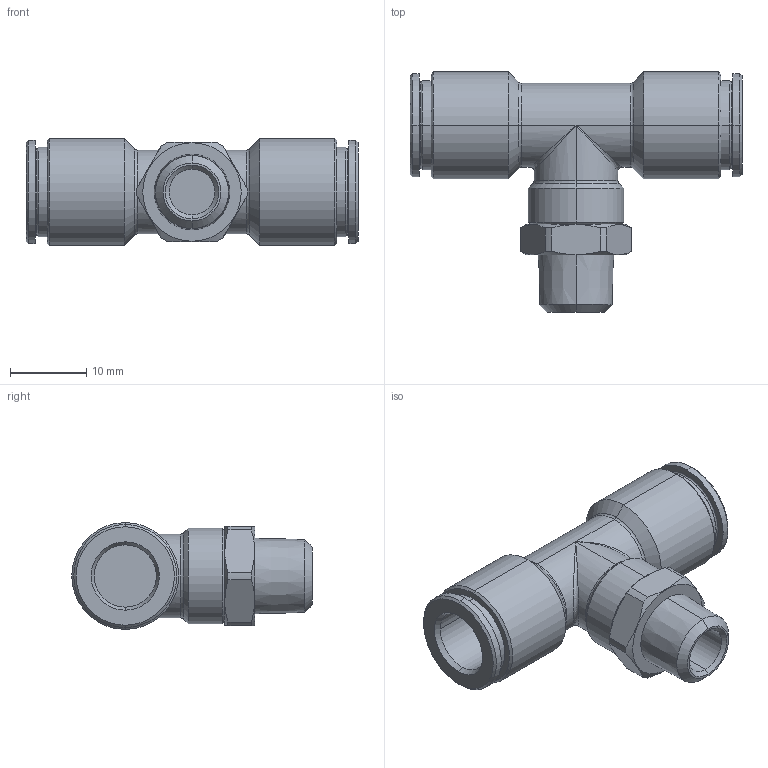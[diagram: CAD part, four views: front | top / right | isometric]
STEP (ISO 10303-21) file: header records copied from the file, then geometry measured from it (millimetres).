
FILE_DESCRIPTION (( 'STEP AP203' ), '1' );
FILE_NAME ('X0100041.STEP', '2010-10-20T07:41:18', ( '' ), ( 'sopra-pneumatic' ), 'SwSTEP 2.0', 'SolidWorks 2009', '' );
FILE_SCHEMA (( 'CONFIG_CONTROL_DESIGN' ));
Length unit declared in the file: millimetre
Products named in the file (1): X0100041
Bounding box: 43.51 x 31.5 x 14 mm (x, y, z)
Volume: 5393.7 mm3; surface area: 4240.8 mm2
Topology: 1 solids, 5 shells, 110 faces, 228 edges, 133 vertices
Faces by surface type: cylinder 41, cone 33, plane 20, torus 14, bspline 2
Entity records: 3690 total; most frequent: CARTESIAN_POINT 1279, DIRECTION 535, ORIENTED_EDGE 448, AXIS2_PLACEMENT_3D 231, EDGE_CURVE 224, VERTEX_POINT 133, CIRCLE 122, EDGE_LOOP 119
